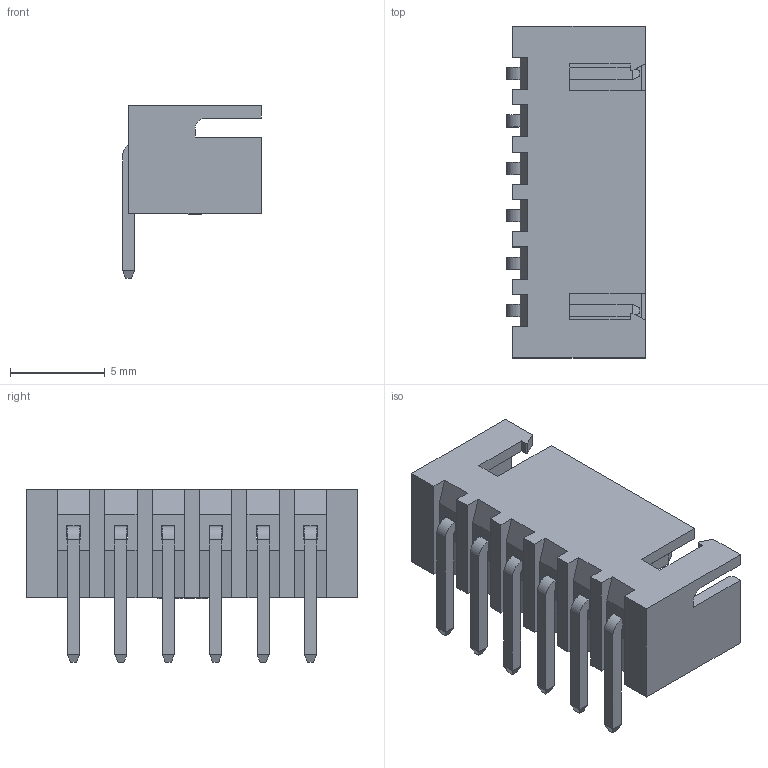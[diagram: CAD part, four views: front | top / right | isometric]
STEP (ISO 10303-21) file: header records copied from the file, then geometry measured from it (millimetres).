
FILE_DESCRIPTION(/* description */ (''),/* implementation_level */ '2;1');
FILE_NAME(/* name */ 'PORT6_2.54MM.step',/* time_stamp */ '2023-04-10T23:31:28+08:00',/* author */ (''),/* organization */ (''),/* preprocessor_version */ 'ST-DEVELOPER v19.2',/* originating_system */ 'Autodesk Translation Framework v11.17.0.187',/* authorisation */ '');
FILE_SCHEMA (('AUTOMOTIVE_DESIGN { 1 0 10303 214 3 1 1 }'));
Length unit declared in the file: millimetre
Products named in the file (3): P1; 1X6Pçµæºç«¯å­
; COMPOUND
Assembly tree (2 placements, depth 3):
  P1
    1X6Pçµæºç«¯å­

      COMPOUND
Bounding box: 7.32 x 17.5 x 9.1 mm (x, y, z)
Volume: 292 mm3; surface area: 971.3 mm2
Topology: 7 solids, 7 shells, 307 faces, 808 edges, 522 vertices
Faces by surface type: plane 289, cylinder 18
Entity records: 9657 total; most frequent: CARTESIAN_POINT 1642, ORIENTED_EDGE 1616, DIRECTION 1468, EDGE_CURVE 808, LINE 772, VECTOR 772, VERTEX_POINT 522, AXIS2_PLACEMENT_3D 348
